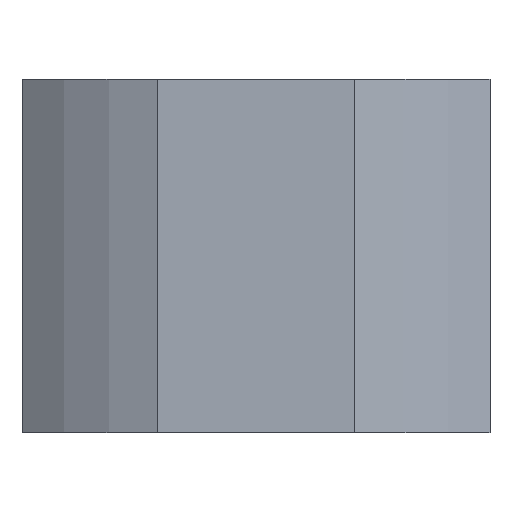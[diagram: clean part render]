
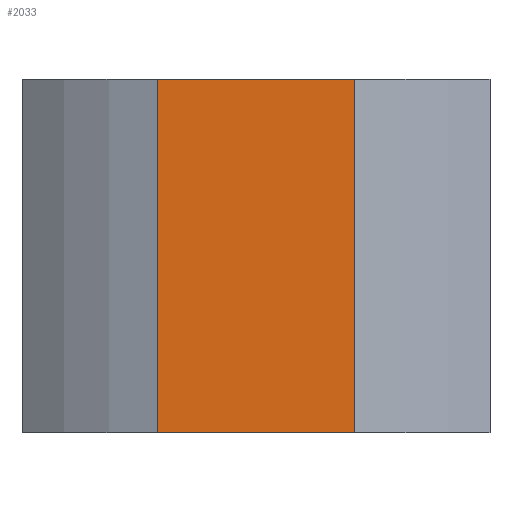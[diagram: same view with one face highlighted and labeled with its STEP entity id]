
A CAD part, front view. The second image highlights one B-rep face of the part: STEP entity #2033.
In plain terms, the highlighted planar face has unit normal (0, -1, 0).
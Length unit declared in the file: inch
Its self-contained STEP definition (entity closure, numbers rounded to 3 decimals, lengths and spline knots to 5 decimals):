
#23 = DIRECTION ( 'NONE',  ( -1., 0., 0. ) ) ;
#38 = LINE ( 'NONE', #2094, #379 ) ;
#163 = PLANE ( 'NONE',  #586 ) ;
#379 = VECTOR ( 'NONE', #23, 39.37008 ) ;
#550 = VERTEX_POINT ( 'NONE', #2518 ) ;
#586 = AXIS2_PLACEMENT_3D ( 'NONE', #857, #1914, #686 ) ;
#680 = EDGE_CURVE ( 'NONE', #550, #2657, #2603, .T. ) ;
#686 = DIRECTION ( 'NONE',  ( -1., 0., 0. ) ) ;
#689 = VECTOR ( 'NONE', #1769, 39.37008 ) ;
#857 = CARTESIAN_POINT ( 'NONE',  ( -0.48333, -0.72183, 1.74574 ) ) ;
#878 = CARTESIAN_POINT ( 'NONE',  ( -0.20364, -0.72183, 0.72982 ) ) ;
#937 = VECTOR ( 'NONE', #1984, 39.37008 ) ;
#945 = CARTESIAN_POINT ( 'NONE',  ( -0.48333, -0.72183, 0. ) ) ;
#1132 = CARTESIAN_POINT ( 'NONE',  ( 0.20364, -0.72183, 0.72982 ) ) ;
#1354 = LINE ( 'NONE', #945, #1510 ) ;
#1366 = DIRECTION ( 'NONE',  ( 1., 0., 0. ) ) ;
#1407 = ORIENTED_EDGE ( 'NONE', *, *, #680, .F. ) ;
#1510 = VECTOR ( 'NONE', #1366, 39.37008 ) ;
#1618 = FACE_OUTER_BOUND ( 'NONE', #2238, .T. ) ;
#1670 = VERTEX_POINT ( 'NONE', #878 ) ;
#1769 = DIRECTION ( 'NONE',  ( 0., 0., -1. ) ) ;
#1837 = EDGE_CURVE ( 'NONE', #2241, #2657, #1354, .T. ) ;
#1897 = EDGE_CURVE ( 'NONE', #1670, #2241, #2010, .T. ) ;
#1914 = DIRECTION ( 'NONE',  ( 0., 1., 0. ) ) ;
#1984 = DIRECTION ( 'NONE',  ( 0., 0., -1. ) ) ;
#2010 = LINE ( 'NONE', #2173, #937 ) ;
#2033 = ADVANCED_FACE ( 'NONE', ( #1618 ), #163, .F. ) ;
#2042 = ORIENTED_EDGE ( 'NONE', *, *, #2347, .T. ) ;
#2094 = CARTESIAN_POINT ( 'NONE',  ( -0.48333, -0.72183, 0.72982 ) ) ;
#2133 = CARTESIAN_POINT ( 'NONE',  ( -0.20364, -0.72183, 0. ) ) ;
#2173 = CARTESIAN_POINT ( 'NONE',  ( -0.20364, -0.72183, 0.72982 ) ) ;
#2196 = ORIENTED_EDGE ( 'NONE', *, *, #1837, .T. ) ;
#2238 = EDGE_LOOP ( 'NONE', ( #2042, #2594, #2196, #1407 ) ) ;
#2241 = VERTEX_POINT ( 'NONE', #2133 ) ;
#2254 = CARTESIAN_POINT ( 'NONE',  ( 0.20364, -0.72183, 0. ) ) ;
#2347 = EDGE_CURVE ( 'NONE', #550, #1670, #38, .T. ) ;
#2518 = CARTESIAN_POINT ( 'NONE',  ( 0.20364, -0.72183, 0.72982 ) ) ;
#2594 = ORIENTED_EDGE ( 'NONE', *, *, #1897, .T. ) ;
#2603 = LINE ( 'NONE', #1132, #689 ) ;
#2657 = VERTEX_POINT ( 'NONE', #2254 ) ;
